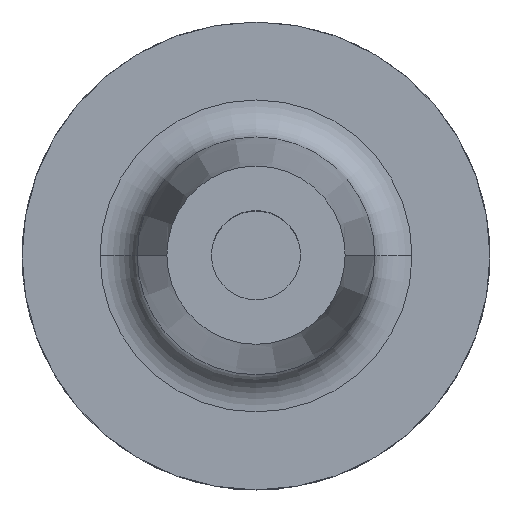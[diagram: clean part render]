
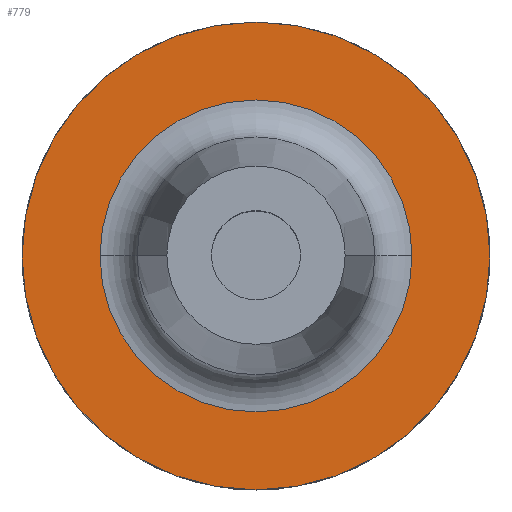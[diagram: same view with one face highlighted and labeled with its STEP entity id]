
A CAD part, top view. The second image highlights one B-rep face of the part: STEP entity #779.
In plain terms, the highlighted planar face has unit normal (0, 0, 1).
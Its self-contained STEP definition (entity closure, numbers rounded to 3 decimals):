
#37 = AXIS2_PLACEMENT_3D ( 'NONE', #505, #1202, #382 ) ;
#132 = DIRECTION ( 'NONE',  ( -1., 0., 0. ) ) ;
#182 = CIRCLE ( 'NONE', #1240, 31.5 ) ;
#192 = AXIS2_PLACEMENT_3D ( 'NONE', #1020, #1024, #1042 ) ;
#217 = CARTESIAN_POINT ( 'NONE',  ( 0., 0., 27. ) ) ;
#263 = FACE_OUTER_BOUND ( 'NONE', #886, .T. ) ;
#302 = VERTEX_POINT ( 'NONE', #859 ) ;
#317 = EDGE_LOOP ( 'NONE', ( #490, #1227 ) ) ;
#335 = PLANE ( 'NONE',  #1647 ) ;
#339 = CARTESIAN_POINT ( 'NONE',  ( 0., 0., 27. ) ) ;
#361 = DIRECTION ( 'NONE',  ( 0., 0., -1. ) ) ;
#370 = DIRECTION ( 'NONE',  ( -1., 0., 0. ) ) ;
#382 = DIRECTION ( 'NONE',  ( -1., 0., 0. ) ) ;
#490 = ORIENTED_EDGE ( 'NONE', *, *, #924, .T. ) ;
#505 = CARTESIAN_POINT ( 'NONE',  ( 0., 0., 27. ) ) ;
#536 = CIRCLE ( 'NONE', #192, 31.5 ) ;
#586 = VERTEX_POINT ( 'NONE', #1563 ) ;
#723 = DIRECTION ( 'NONE',  ( -1., 0., 0. ) ) ;
#733 = DIRECTION ( 'NONE',  ( 0., 0., -1. ) ) ;
#739 = CARTESIAN_POINT ( 'NONE',  ( 0., 0., 27. ) ) ;
#753 = VERTEX_POINT ( 'NONE', #1403 ) ;
#775 = CIRCLE ( 'NONE', #1557, 21. ) ;
#779 = ADVANCED_FACE ( 'NONE', ( #1355, #263 ), #335, .F. ) ;
#804 = EDGE_CURVE ( 'NONE', #1669, #753, #536, .T. ) ;
#827 = CIRCLE ( 'NONE', #37, 21. ) ;
#839 = CARTESIAN_POINT ( 'NONE',  ( -31.5, 0., 27. ) ) ;
#859 = CARTESIAN_POINT ( 'NONE',  ( 21., 0., 27. ) ) ;
#886 = EDGE_LOOP ( 'NONE', ( #1262, #1611 ) ) ;
#893 = EDGE_CURVE ( 'NONE', #302, #586, #775, .T. ) ;
#921 = DIRECTION ( 'NONE',  ( 0., 0., -1. ) ) ;
#924 = EDGE_CURVE ( 'NONE', #586, #302, #827, .T. ) ;
#1020 = CARTESIAN_POINT ( 'NONE',  ( 0., 0., 27. ) ) ;
#1024 = DIRECTION ( 'NONE',  ( 0., 0., -1. ) ) ;
#1042 = DIRECTION ( 'NONE',  ( -1., 0., 0. ) ) ;
#1202 = DIRECTION ( 'NONE',  ( 0., 0., -1. ) ) ;
#1227 = ORIENTED_EDGE ( 'NONE', *, *, #893, .T. ) ;
#1240 = AXIS2_PLACEMENT_3D ( 'NONE', #739, #733, #723 ) ;
#1262 = ORIENTED_EDGE ( 'NONE', *, *, #804, .F. ) ;
#1355 = FACE_BOUND ( 'NONE', #317, .T. ) ;
#1403 = CARTESIAN_POINT ( 'NONE',  ( 31.5, 0., 27. ) ) ;
#1557 = AXIS2_PLACEMENT_3D ( 'NONE', #339, #921, #132 ) ;
#1563 = CARTESIAN_POINT ( 'NONE',  ( -21., 0., 27. ) ) ;
#1611 = ORIENTED_EDGE ( 'NONE', *, *, #1626, .F. ) ;
#1626 = EDGE_CURVE ( 'NONE', #753, #1669, #182, .T. ) ;
#1647 = AXIS2_PLACEMENT_3D ( 'NONE', #217, #361, #370 ) ;
#1669 = VERTEX_POINT ( 'NONE', #839 ) ;
